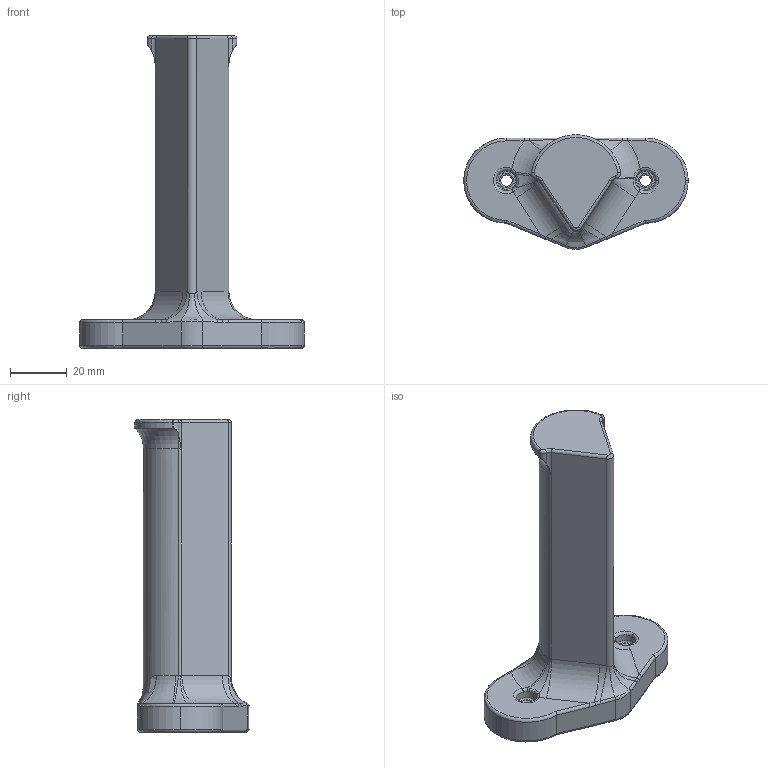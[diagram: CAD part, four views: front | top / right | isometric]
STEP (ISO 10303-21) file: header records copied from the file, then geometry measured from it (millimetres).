
FILE_DESCRIPTION (( 'STEP AP203' ), '1' );
FILE_NAME ('sidespoolholder.STEP', '2014-08-06T13:22:43', ( 'jakob' ), ( '' ), 'SwSTEP 2.0', 'SolidWorks 2012', '' );
FILE_SCHEMA (( 'CONFIG_CONTROL_DESIGN' ));
Length unit declared in the file: millimetre
Products named in the file (1): sidespoolholder
Bounding box: 79 x 40.19 x 110 mm (x, y, z)
Volume: 77745.6 mm3; surface area: 15348.8 mm2
Topology: 1 solids, 1 shells, 112 faces, 266 edges, 155 vertices
Faces by surface type: torus 38, cylinder 34, bspline 29, plane 11
Entity records: 4932 total; most frequent: CARTESIAN_POINT 2421, ORIENTED_EDGE 530, DIRECTION 509, EDGE_CURVE 265, AXIS2_PLACEMENT_3D 229, VERTEX_POINT 155, CIRCLE 145, EDGE_LOOP 116
